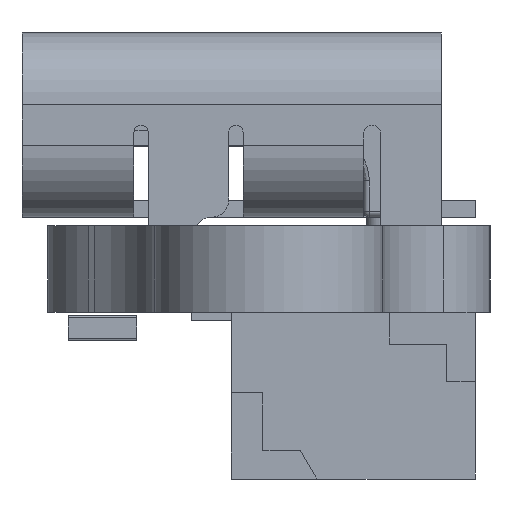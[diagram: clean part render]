
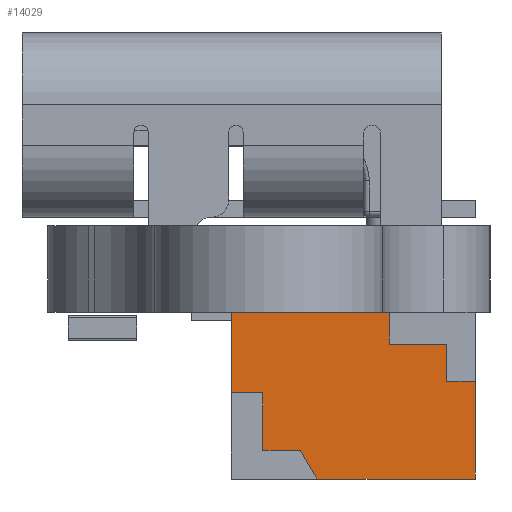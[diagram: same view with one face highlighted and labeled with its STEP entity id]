
A CAD part, left-side view. The second image highlights one B-rep face of the part: STEP entity #14029.
In plain terms, the highlighted face is planar.
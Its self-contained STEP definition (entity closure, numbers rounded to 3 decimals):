
#13229 = VERTEX_POINT('',#13230);
#13230 = CARTESIAN_POINT('',(3.,1.555,3.895));
#13236 = EDGE_CURVE('',#13237,#13229,#13239,.T.);
#13237 = VERTEX_POINT('',#13238);
#13238 = CARTESIAN_POINT('',(3.,3.255,3.895));
#13239 = LINE('',#13240,#13241);
#13240 = CARTESIAN_POINT('',(3.,3.255,3.895));
#13241 = VECTOR('',#13242,1.);
#13242 = DIRECTION('',(0.,-1.,0.));
#13680 = VERTEX_POINT('',#13681);
#13681 = CARTESIAN_POINT('',(3.,0.355,-0.355));
#13687 = EDGE_CURVE('',#13688,#13680,#13690,.T.);
#13688 = VERTEX_POINT('',#13689);
#13689 = CARTESIAN_POINT('',(3.,0.355,2.395));
#13690 = LINE('',#13691,#13692);
#13691 = CARTESIAN_POINT('',(3.,0.355,-0.355));
#13692 = VECTOR('',#13693,1.);
#13693 = DIRECTION('',(0.,0.,-1.));
#13970 = EDGE_CURVE('',#13237,#13971,#13973,.T.);
#13971 = VERTEX_POINT('',#13972);
#13972 = CARTESIAN_POINT('',(3.,3.255,1.134));
#13973 = LINE('',#13974,#13975);
#13974 = CARTESIAN_POINT('',(3.,3.255,-0.355));
#13975 = VECTOR('',#13976,1.);
#13976 = DIRECTION('',(0.,0.,-1.));
#14029 = ADVANCED_FACE('',(#14030),#14103,.F.);
#14030 = FACE_BOUND('',#14031,.T.);
#14031 = EDGE_LOOP('',(#14032,#14042,#14048,#14049,#14050,#14058,#14066,
    #14074,#14080,#14081,#14089,#14097));
#14032 = ORIENTED_EDGE('',*,*,#14033,.F.);
#14033 = EDGE_CURVE('',#14034,#14036,#14038,.T.);
#14034 = VERTEX_POINT('',#14035);
#14035 = CARTESIAN_POINT('',(3.,2.755,0.845));
#14036 = VERTEX_POINT('',#14037);
#14037 = CARTESIAN_POINT('',(3.,2.755,0.195));
#14038 = LINE('',#14039,#14040);
#14039 = CARTESIAN_POINT('',(3.,2.755,0.195));
#14040 = VECTOR('',#14041,1.);
#14041 = DIRECTION('',(0.,0.,-1.));
#14042 = ORIENTED_EDGE('',*,*,#14043,.F.);
#14043 = EDGE_CURVE('',#13971,#14034,#14044,.T.);
#14044 = LINE('',#14045,#14046);
#14045 = CARTESIAN_POINT('',(3.,2.755,0.845));
#14046 = VECTOR('',#14047,1.);
#14047 = DIRECTION('',(0.,-0.866,-0.5));
#14048 = ORIENTED_EDGE('',*,*,#13970,.F.);
#14049 = ORIENTED_EDGE('',*,*,#13236,.T.);
#14050 = ORIENTED_EDGE('',*,*,#14051,.F.);
#14051 = EDGE_CURVE('',#14052,#13229,#14054,.T.);
#14052 = VERTEX_POINT('',#14053);
#14053 = CARTESIAN_POINT('',(3.,1.555,3.395));
#14054 = LINE('',#14055,#14056);
#14055 = CARTESIAN_POINT('',(3.,1.555,3.895));
#14056 = VECTOR('',#14057,1.);
#14057 = DIRECTION('',(0.,0.,1.));
#14058 = ORIENTED_EDGE('',*,*,#14059,.F.);
#14059 = EDGE_CURVE('',#14060,#14052,#14062,.T.);
#14060 = VERTEX_POINT('',#14061);
#14061 = CARTESIAN_POINT('',(3.,0.905,3.395));
#14062 = LINE('',#14063,#14064);
#14063 = CARTESIAN_POINT('',(3.,1.555,3.395));
#14064 = VECTOR('',#14065,1.);
#14065 = DIRECTION('',(0.,1.,0.));
#14066 = ORIENTED_EDGE('',*,*,#14067,.F.);
#14067 = EDGE_CURVE('',#14068,#14060,#14070,.T.);
#14068 = VERTEX_POINT('',#14069);
#14069 = CARTESIAN_POINT('',(3.,0.905,2.395));
#14070 = LINE('',#14071,#14072);
#14071 = CARTESIAN_POINT('',(3.,0.905,3.395));
#14072 = VECTOR('',#14073,1.);
#14073 = DIRECTION('',(0.,0.,1.));
#14074 = ORIENTED_EDGE('',*,*,#14075,.F.);
#14075 = EDGE_CURVE('',#13688,#14068,#14076,.T.);
#14076 = LINE('',#14077,#14078);
#14077 = CARTESIAN_POINT('',(3.,0.905,2.395));
#14078 = VECTOR('',#14079,1.);
#14079 = DIRECTION('',(0.,1.,0.));
#14080 = ORIENTED_EDGE('',*,*,#13687,.T.);
#14081 = ORIENTED_EDGE('',*,*,#14082,.F.);
#14082 = EDGE_CURVE('',#14083,#13680,#14085,.T.);
#14083 = VERTEX_POINT('',#14084);
#14084 = CARTESIAN_POINT('',(3.,1.755,-0.355));
#14085 = LINE('',#14086,#14087);
#14086 = CARTESIAN_POINT('',(3.,3.255,-0.355));
#14087 = VECTOR('',#14088,1.);
#14088 = DIRECTION('',(0.,-1.,0.));
#14089 = ORIENTED_EDGE('',*,*,#14090,.F.);
#14090 = EDGE_CURVE('',#14091,#14083,#14093,.T.);
#14091 = VERTEX_POINT('',#14092);
#14092 = CARTESIAN_POINT('',(3.,1.755,0.195));
#14093 = LINE('',#14094,#14095);
#14094 = CARTESIAN_POINT('',(3.,1.755,0.195));
#14095 = VECTOR('',#14096,1.);
#14096 = DIRECTION('',(0.,0.,-1.));
#14097 = ORIENTED_EDGE('',*,*,#14098,.F.);
#14098 = EDGE_CURVE('',#14036,#14091,#14099,.T.);
#14099 = LINE('',#14100,#14101);
#14100 = CARTESIAN_POINT('',(3.,2.755,0.195));
#14101 = VECTOR('',#14102,1.);
#14102 = DIRECTION('',(0.,-1.,0.));
#14103 = PLANE('',#14104);
#14104 = AXIS2_PLACEMENT_3D('',#14105,#14106,#14107);
#14105 = CARTESIAN_POINT('',(3.,3.255,-0.355));
#14106 = DIRECTION('',(-1.,0.,0.));
#14107 = DIRECTION('',(0.,0.,1.));
